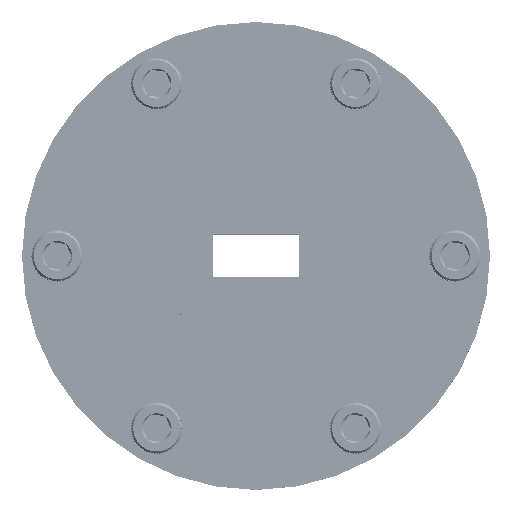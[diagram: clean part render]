
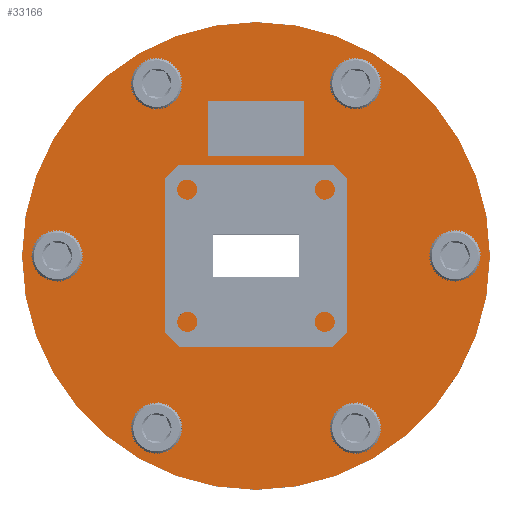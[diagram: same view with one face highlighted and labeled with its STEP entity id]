
A CAD part, top view. The second image highlights one B-rep face of the part: STEP entity #33166.
In plain terms, the highlighted planar face has unit normal (0, 0, 1).
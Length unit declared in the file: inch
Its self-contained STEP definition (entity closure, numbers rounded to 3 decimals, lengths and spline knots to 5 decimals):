
#447 = CARTESIAN_POINT ( 'NONE',  ( 0.351, -0.1955, -0.845 ) ) ;
#895 = AXIS2_PLACEMENT_3D ( 'NONE', #52989, #24375, #46401 ) ;
#1262 = FACE_BOUND ( 'NONE', #54883, .T. ) ;
#1410 = ORIENTED_EDGE ( 'NONE', *, *, #25615, .F. ) ;
#2009 = DIRECTION ( 'NONE',  ( 0., 1., 0. ) ) ;
#2132 = CARTESIAN_POINT ( 'NONE',  ( -0.35, 1.12131, -0.845 ) ) ;
#2570 = CARTESIAN_POINT ( 'NONE',  ( -0.78125, -1.35316, -0.845 ) ) ;
#3283 = EDGE_LOOP ( 'NONE', ( #50234 ) ) ;
#3885 = CIRCLE ( 'NONE', #62486, 1.69 ) ;
#4574 = CARTESIAN_POINT ( 'NONE',  ( 0., 0., -0.845 ) ) ;
#5207 = DIRECTION ( 'NONE',  ( 0.5, 0.866, 0. ) ) ;
#5487 = AXIS2_PLACEMENT_3D ( 'NONE', #55824, #45158, #5207 ) ;
#5561 = CIRCLE ( 'NONE', #43062, 0.125 ) ;
#6475 = EDGE_CURVE ( 'NONE', #14071, #11280, #29880, .T. ) ;
#6629 = VERTEX_POINT ( 'NONE', #28612 ) ;
#6985 = EDGE_CURVE ( 'NONE', #6629, #6629, #3885, .T. ) ;
#7053 = ORIENTED_EDGE ( 'NONE', *, *, #58962, .F. ) ;
#8035 = DIRECTION ( 'NONE',  ( 0., 0., 1. ) ) ;
#8322 = CARTESIAN_POINT ( 'NONE',  ( -0.35, 0.72131, -0.845 ) ) ;
#9853 = AXIS2_PLACEMENT_3D ( 'NONE', #12763, #13857, #69947 ) ;
#11280 = VERTEX_POINT ( 'NONE', #65551 ) ;
#11791 = CARTESIAN_POINT ( 'NONE',  ( -0.35, 0.72131, -0.845 ) ) ;
#12098 = EDGE_CURVE ( 'NONE', #11280, #47874, #24664, .T. ) ;
#12668 = FACE_BOUND ( 'NONE', #3283, .T. ) ;
#12763 = CARTESIAN_POINT ( 'NONE',  ( -0.71875, -1.24491, -0.845 ) ) ;
#12808 = VECTOR ( 'NONE', #17913, 39.37008 ) ;
#13042 = FACE_BOUND ( 'NONE', #13484, .T. ) ;
#13484 = EDGE_LOOP ( 'NONE', ( #67532 ) ) ;
#13857 = DIRECTION ( 'NONE',  ( 0., 0., 1. ) ) ;
#14071 = VERTEX_POINT ( 'NONE', #447 ) ;
#14553 = CARTESIAN_POINT ( 'NONE',  ( -0.35, 1.12131, -0.845 ) ) ;
#15140 = CIRCLE ( 'NONE', #24485, 0.125 ) ;
#15974 = EDGE_CURVE ( 'NONE', #62381, #62381, #72217, .T. ) ;
#16456 = VECTOR ( 'NONE', #18759, 39.37008 ) ;
#17741 = CARTESIAN_POINT ( 'NONE',  ( -0.351, 0.1955, -0.845 ) ) ;
#17913 = DIRECTION ( 'NONE',  ( -1., 0., 0. ) ) ;
#18299 = ORIENTED_EDGE ( 'NONE', *, *, #6985, .T. ) ;
#18759 = DIRECTION ( 'NONE',  ( 0., 1., 0. ) ) ;
#18895 = PLANE ( 'NONE',  #895 ) ;
#19732 = ORIENTED_EDGE ( 'NONE', *, *, #12098, .F. ) ;
#20560 = ORIENTED_EDGE ( 'NONE', *, *, #65839, .F. ) ;
#20726 = CARTESIAN_POINT ( 'NONE',  ( 0.71875, -1.24491, -0.845 ) ) ;
#20875 = CARTESIAN_POINT ( 'NONE',  ( 1.5625, 0., -0.845 ) ) ;
#21513 = CIRCLE ( 'NONE', #66050, 0.125 ) ;
#24024 = ORIENTED_EDGE ( 'NONE', *, *, #59782, .F. ) ;
#24375 = DIRECTION ( 'NONE',  ( 0., 0., 1. ) ) ;
#24485 = AXIS2_PLACEMENT_3D ( 'NONE', #20726, #26954, #43114 ) ;
#24664 = LINE ( 'NONE', #57340, #42815 ) ;
#24884 = DIRECTION ( 'NONE',  ( -1., 0., 0. ) ) ;
#25025 = CIRCLE ( 'NONE', #9853, 0.125 ) ;
#25416 = EDGE_CURVE ( 'NONE', #47874, #45344, #45019, .T. ) ;
#25595 = EDGE_CURVE ( 'NONE', #63481, #63481, #21513, .T. ) ;
#25615 = EDGE_CURVE ( 'NONE', #30447, #30447, #25025, .T. ) ;
#26865 = CIRCLE ( 'NONE', #49181, 0.125 ) ;
#26954 = DIRECTION ( 'NONE',  ( 0., 0., 1. ) ) ;
#27128 = VERTEX_POINT ( 'NONE', #69244 ) ;
#28612 = CARTESIAN_POINT ( 'NONE',  ( 1.69, 0., -0.845 ) ) ;
#28737 = EDGE_CURVE ( 'NONE', #59844, #27128, #34135, .T. ) ;
#29152 = FACE_BOUND ( 'NONE', #46064, .T. ) ;
#29880 = LINE ( 'NONE', #52277, #65955 ) ;
#29882 = FACE_OUTER_BOUND ( 'NONE', #69532, .T. ) ;
#30331 = CARTESIAN_POINT ( 'NONE',  ( -0.71875, 1.24491, -0.845 ) ) ;
#30447 = VERTEX_POINT ( 'NONE', #2570 ) ;
#30537 = DIRECTION ( 'NONE',  ( -1., 0., 0. ) ) ;
#31524 = ORIENTED_EDGE ( 'NONE', *, *, #37232, .F. ) ;
#31712 = DIRECTION ( 'NONE',  ( 0., 0., 1. ) ) ;
#33166 = ADVANCED_FACE ( 'NONE', ( #46024, #41986, #29152, #51545, #36115, #12668, #13042, #29882, #1262 ), #18895, .T. ) ;
#33340 = VERTEX_POINT ( 'NONE', #70217 ) ;
#34135 = LINE ( 'NONE', #11791, #45066 ) ;
#35584 = VERTEX_POINT ( 'NONE', #35955 ) ;
#35955 = CARTESIAN_POINT ( 'NONE',  ( 0.78125, -1.35316, -0.845 ) ) ;
#36066 = CARTESIAN_POINT ( 'NONE',  ( 0., -0.1955, -0.845 ) ) ;
#36115 = FACE_BOUND ( 'NONE', #45625, .T. ) ;
#37038 = VERTEX_POINT ( 'NONE', #54281 ) ;
#37232 = EDGE_CURVE ( 'NONE', #35584, #35584, #15140, .T. ) ;
#37258 = ORIENTED_EDGE ( 'NONE', *, *, #61633, .F. ) ;
#38325 = ORIENTED_EDGE ( 'NONE', *, *, #6475, .F. ) ;
#38372 = EDGE_LOOP ( 'NONE', ( #31524 ) ) ;
#41723 = DIRECTION ( 'NONE',  ( -0.5, 0.866, 0. ) ) ;
#41986 = FACE_BOUND ( 'NONE', #38372, .T. ) ;
#42190 = CARTESIAN_POINT ( 'NONE',  ( -0.78125, 1.35316, -0.845 ) ) ;
#42815 = VECTOR ( 'NONE', #30537, 39.37008 ) ;
#43062 = AXIS2_PLACEMENT_3D ( 'NONE', #70009, #8035, #24884 ) ;
#43114 = DIRECTION ( 'NONE',  ( 0.5, -0.866, 0. ) ) ;
#43279 = ORIENTED_EDGE ( 'NONE', *, *, #48057, .F. ) ;
#44127 = VERTEX_POINT ( 'NONE', #63685 ) ;
#44430 = DIRECTION ( 'NONE',  ( 0., -1., 0. ) ) ;
#44608 = VECTOR ( 'NONE', #69454, 39.37008 ) ;
#44768 = CARTESIAN_POINT ( 'NONE',  ( 0.78125, 1.35316, -0.845 ) ) ;
#45019 = LINE ( 'NONE', #62268, #48497 ) ;
#45066 = VECTOR ( 'NONE', #44430, 39.37008 ) ;
#45158 = DIRECTION ( 'NONE',  ( 0., 0., 1. ) ) ;
#45344 = VERTEX_POINT ( 'NONE', #53683 ) ;
#45382 = DIRECTION ( 'NONE',  ( 0., -1., 0. ) ) ;
#45625 = EDGE_LOOP ( 'NONE', ( #61783 ) ) ;
#46024 = FACE_BOUND ( 'NONE', #48197, .T. ) ;
#46064 = EDGE_LOOP ( 'NONE', ( #1410 ) ) ;
#46401 = DIRECTION ( 'NONE',  ( 1., 0., 0. ) ) ;
#46627 = LINE ( 'NONE', #68272, #16456 ) ;
#47078 = LINE ( 'NONE', #36066, #44608 ) ;
#47874 = VERTEX_POINT ( 'NONE', #17741 ) ;
#48057 = EDGE_CURVE ( 'NONE', #45344, #14071, #47078, .T. ) ;
#48197 = EDGE_LOOP ( 'NONE', ( #38325, #43279, #49773, #19732 ) ) ;
#48497 = VECTOR ( 'NONE', #45382, 39.37008 ) ;
#49042 = CARTESIAN_POINT ( 'NONE',  ( 1.4375, 0., -0.845 ) ) ;
#49181 = AXIS2_PLACEMENT_3D ( 'NONE', #49042, #53845, #65217 ) ;
#49773 = ORIENTED_EDGE ( 'NONE', *, *, #25416, .F. ) ;
#50234 = ORIENTED_EDGE ( 'NONE', *, *, #15974, .F. ) ;
#50855 = ORIENTED_EDGE ( 'NONE', *, *, #28737, .F. ) ;
#51545 = FACE_BOUND ( 'NONE', #60291, .T. ) ;
#52277 = CARTESIAN_POINT ( 'NONE',  ( 0.351, 0., -0.845 ) ) ;
#52989 = CARTESIAN_POINT ( 'NONE',  ( 0., 0., -0.845 ) ) ;
#53064 = DIRECTION ( 'NONE',  ( 1., 0., 0. ) ) ;
#53683 = CARTESIAN_POINT ( 'NONE',  ( -0.351, -0.1955, -0.845 ) ) ;
#53845 = DIRECTION ( 'NONE',  ( 0., 0., 1. ) ) ;
#54114 = DIRECTION ( 'NONE',  ( 1., 0., 0. ) ) ;
#54281 = CARTESIAN_POINT ( 'NONE',  ( -1.5625, 0., -0.845 ) ) ;
#54883 = EDGE_LOOP ( 'NONE', ( #37258, #20560, #24024, #50855 ) ) ;
#55824 = CARTESIAN_POINT ( 'NONE',  ( 0.71875, 1.24491, -0.845 ) ) ;
#57340 = CARTESIAN_POINT ( 'NONE',  ( 0., 0.1955, -0.845 ) ) ;
#58588 = LINE ( 'NONE', #8322, #66568 ) ;
#58962 = EDGE_CURVE ( 'NONE', #37038, #37038, #5561, .T. ) ;
#59782 = EDGE_CURVE ( 'NONE', #27128, #44127, #58588, .T. ) ;
#59844 = VERTEX_POINT ( 'NONE', #14553 ) ;
#60291 = EDGE_LOOP ( 'NONE', ( #7053 ) ) ;
#61633 = EDGE_CURVE ( 'NONE', #33340, #59844, #68540, .T. ) ;
#61783 = ORIENTED_EDGE ( 'NONE', *, *, #25595, .F. ) ;
#61831 = EDGE_CURVE ( 'NONE', #71128, #71128, #26865, .T. ) ;
#62268 = CARTESIAN_POINT ( 'NONE',  ( -0.351, 0., -0.845 ) ) ;
#62381 = VERTEX_POINT ( 'NONE', #44768 ) ;
#62486 = AXIS2_PLACEMENT_3D ( 'NONE', #4574, #31712, #54114 ) ;
#63003 = DIRECTION ( 'NONE',  ( 0., 0., 1. ) ) ;
#63481 = VERTEX_POINT ( 'NONE', #42190 ) ;
#63685 = CARTESIAN_POINT ( 'NONE',  ( 0.35, 0.72131, -0.845 ) ) ;
#65217 = DIRECTION ( 'NONE',  ( 1., 0., 0. ) ) ;
#65551 = CARTESIAN_POINT ( 'NONE',  ( 0.351, 0.1955, -0.845 ) ) ;
#65839 = EDGE_CURVE ( 'NONE', #44127, #33340, #46627, .T. ) ;
#65955 = VECTOR ( 'NONE', #2009, 39.37008 ) ;
#66050 = AXIS2_PLACEMENT_3D ( 'NONE', #30331, #63003, #41723 ) ;
#66568 = VECTOR ( 'NONE', #53064, 39.37008 ) ;
#67532 = ORIENTED_EDGE ( 'NONE', *, *, #61831, .F. ) ;
#68272 = CARTESIAN_POINT ( 'NONE',  ( 0.35, 0.72131, -0.845 ) ) ;
#68540 = LINE ( 'NONE', #2132, #12808 ) ;
#69244 = CARTESIAN_POINT ( 'NONE',  ( -0.35, 0.72131, -0.845 ) ) ;
#69454 = DIRECTION ( 'NONE',  ( 1., 0., 0. ) ) ;
#69532 = EDGE_LOOP ( 'NONE', ( #18299 ) ) ;
#69947 = DIRECTION ( 'NONE',  ( -0.5, -0.866, 0. ) ) ;
#70009 = CARTESIAN_POINT ( 'NONE',  ( -1.4375, 0., -0.845 ) ) ;
#70217 = CARTESIAN_POINT ( 'NONE',  ( 0.35, 1.12131, -0.845 ) ) ;
#71128 = VERTEX_POINT ( 'NONE', #20875 ) ;
#72217 = CIRCLE ( 'NONE', #5487, 0.125 ) ;
